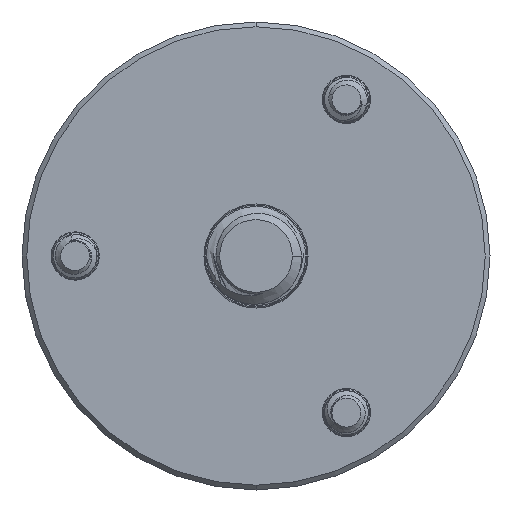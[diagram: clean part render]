
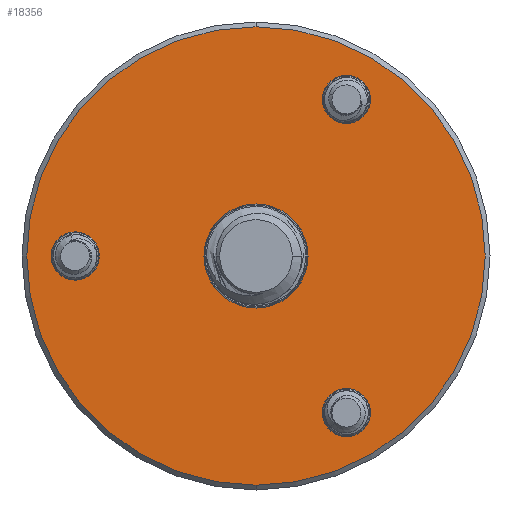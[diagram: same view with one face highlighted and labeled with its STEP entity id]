
A CAD part, front view. The second image highlights one B-rep face of the part: STEP entity #18356.
In plain terms, the highlighted planar face has unit normal (0, -1, 0).
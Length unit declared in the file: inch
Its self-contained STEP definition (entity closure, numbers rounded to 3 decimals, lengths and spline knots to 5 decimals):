
#118 = VERTEX_POINT ( 'NONE', #26057 ) ;
#618 = CARTESIAN_POINT ( 'NONE',  ( 0., 0., 0. ) ) ;
#1218 = AXIS2_PLACEMENT_3D ( 'NONE', #22750, #13064, #24959 ) ;
#1267 = AXIS2_PLACEMENT_3D ( 'NONE', #1639, #27818, #13672 ) ;
#1559 = EDGE_CURVE ( 'NONE', #13585, #18562, #12626, .T. ) ;
#1639 = CARTESIAN_POINT ( 'NONE',  ( 0.285, 0., -0.49363 ) ) ;
#2257 = CARTESIAN_POINT ( 'NONE',  ( 0., 0., 0. ) ) ;
#2527 = ORIENTED_EDGE ( 'NONE', *, *, #15893, .T. ) ;
#2750 = CIRCLE ( 'NONE', #1267, 0.076 ) ;
#3246 = EDGE_LOOP ( 'NONE', ( #2527, #28863 ) ) ;
#3309 = DIRECTION ( 'NONE',  ( 0., 1., 0. ) ) ;
#3699 = ORIENTED_EDGE ( 'NONE', *, *, #1559, .T. ) ;
#3841 = ORIENTED_EDGE ( 'NONE', *, *, #11385, .T. ) ;
#3971 = CARTESIAN_POINT ( 'NONE',  ( 0., 0., 0. ) ) ;
#4446 = ORIENTED_EDGE ( 'NONE', *, *, #25182, .T. ) ;
#4665 = EDGE_LOOP ( 'NONE', ( #28257, #15295 ) ) ;
#4743 = CIRCLE ( 'NONE', #7711, 0.164 ) ;
#4841 = AXIS2_PLACEMENT_3D ( 'NONE', #11547, #20906, #11702 ) ;
#5393 = DIRECTION ( 'NONE',  ( 0., 0., 1. ) ) ;
#5473 = ORIENTED_EDGE ( 'NONE', *, *, #20790, .T. ) ;
#5480 = EDGE_LOOP ( 'NONE', ( #3699, #7756 ) ) ;
#6000 = FACE_BOUND ( 'NONE', #5480, .T. ) ;
#6255 = CARTESIAN_POINT ( 'NONE',  ( -0.57, 0., -0.076 ) ) ;
#6322 = CARTESIAN_POINT ( 'NONE',  ( 0., 0., 0. ) ) ;
#6556 = DIRECTION ( 'NONE',  ( 0., 1., 0. ) ) ;
#7195 = AXIS2_PLACEMENT_3D ( 'NONE', #3971, #13782, #9191 ) ;
#7262 = EDGE_CURVE ( 'NONE', #24367, #9034, #9410, .T. ) ;
#7388 = DIRECTION ( 'NONE',  ( 0., 0., 1. ) ) ;
#7686 = CARTESIAN_POINT ( 'NONE',  ( 0.285, 0., 0.41763 ) ) ;
#7711 = AXIS2_PLACEMENT_3D ( 'NONE', #618, #10304, #5393 ) ;
#7756 = ORIENTED_EDGE ( 'NONE', *, *, #27394, .T. ) ;
#7790 = CARTESIAN_POINT ( 'NONE',  ( 0.285, 0., 0.49363 ) ) ;
#8116 = CIRCLE ( 'NONE', #1218, 0.076 ) ;
#8318 = FACE_OUTER_BOUND ( 'NONE', #3246, .T. ) ;
#8856 = AXIS2_PLACEMENT_3D ( 'NONE', #11799, #18865, #7388 ) ;
#8963 = DIRECTION ( 'NONE',  ( 0., 0., 1. ) ) ;
#9034 = VERTEX_POINT ( 'NONE', #7686 ) ;
#9191 = DIRECTION ( 'NONE',  ( 0., 0., 1. ) ) ;
#9410 = CIRCLE ( 'NONE', #29054, 0.076 ) ;
#10304 = DIRECTION ( 'NONE',  ( 0., 1., 0. ) ) ;
#10331 = ORIENTED_EDGE ( 'NONE', *, *, #7262, .T. ) ;
#10431 = CARTESIAN_POINT ( 'NONE',  ( 0.285, 0., 0.56963 ) ) ;
#11385 = EDGE_CURVE ( 'NONE', #20700, #24467, #12671, .T. ) ;
#11547 = CARTESIAN_POINT ( 'NONE',  ( 0.285, 0., -0.49363 ) ) ;
#11702 = DIRECTION ( 'NONE',  ( 0., 0., 1. ) ) ;
#11799 = CARTESIAN_POINT ( 'NONE',  ( 0., 0., 0. ) ) ;
#12626 = CIRCLE ( 'NONE', #20968, 0.076 ) ;
#12671 = CIRCLE ( 'NONE', #15175, 0.164 ) ;
#12798 = AXIS2_PLACEMENT_3D ( 'NONE', #22688, #6556, #13628 ) ;
#13064 = DIRECTION ( 'NONE',  ( 0., 1., 0. ) ) ;
#13368 = CARTESIAN_POINT ( 'NONE',  ( 0., 0., 0.7225 ) ) ;
#13585 = VERTEX_POINT ( 'NONE', #13913 ) ;
#13628 = DIRECTION ( 'NONE',  ( 0., 0., 1. ) ) ;
#13666 = FACE_BOUND ( 'NONE', #14706, .T. ) ;
#13672 = DIRECTION ( 'NONE',  ( 0., 0., 1. ) ) ;
#13782 = DIRECTION ( 'NONE',  ( 0., -1., 0. ) ) ;
#13817 = DIRECTION ( 'NONE',  ( 0., 0., 1. ) ) ;
#13913 = CARTESIAN_POINT ( 'NONE',  ( -0.57, 0., 0.076 ) ) ;
#13956 = DIRECTION ( 'NONE',  ( 0., 1., 0. ) ) ;
#14161 = CARTESIAN_POINT ( 'NONE',  ( 0., 0., -0.164 ) ) ;
#14387 = DIRECTION ( 'NONE',  ( 0., 0., 1. ) ) ;
#14706 = EDGE_LOOP ( 'NONE', ( #10331, #4446 ) ) ;
#15175 = AXIS2_PLACEMENT_3D ( 'NONE', #6322, #20423, #27686 ) ;
#15295 = ORIENTED_EDGE ( 'NONE', *, *, #20366, .T. ) ;
#15592 = EDGE_CURVE ( 'NONE', #118, #29459, #2750, .T. ) ;
#15837 = FACE_BOUND ( 'NONE', #4665, .T. ) ;
#15893 = EDGE_CURVE ( 'NONE', #25708, #21325, #27326, .T. ) ;
#17493 = CARTESIAN_POINT ( 'NONE',  ( 0.285, 0., -0.56963 ) ) ;
#17685 = FACE_BOUND ( 'NONE', #21942, .T. ) ;
#18215 = CIRCLE ( 'NONE', #12798, 0.076 ) ;
#18356 = ADVANCED_FACE ( 'NONE', ( #8318, #17685, #15837, #13666, #6000 ), #29666, .F. ) ;
#18438 = DIRECTION ( 'NONE',  ( 0., 1., 0. ) ) ;
#18562 = VERTEX_POINT ( 'NONE', #6255 ) ;
#18865 = DIRECTION ( 'NONE',  ( 0., -1., 0. ) ) ;
#19123 = CIRCLE ( 'NONE', #8856, 0.7225 ) ;
#19424 = AXIS2_PLACEMENT_3D ( 'NONE', #2257, #13956, #13817 ) ;
#20366 = EDGE_CURVE ( 'NONE', #29459, #118, #24920, .T. ) ;
#20423 = DIRECTION ( 'NONE',  ( 0., 1., 0. ) ) ;
#20700 = VERTEX_POINT ( 'NONE', #14161 ) ;
#20790 = EDGE_CURVE ( 'NONE', #24467, #20700, #4743, .T. ) ;
#20906 = DIRECTION ( 'NONE',  ( 0., 1., 0. ) ) ;
#20968 = AXIS2_PLACEMENT_3D ( 'NONE', #27255, #18438, #8963 ) ;
#21276 = CARTESIAN_POINT ( 'NONE',  ( 0., 0., 0.164 ) ) ;
#21325 = VERTEX_POINT ( 'NONE', #22375 ) ;
#21942 = EDGE_LOOP ( 'NONE', ( #5473, #3841 ) ) ;
#22375 = CARTESIAN_POINT ( 'NONE',  ( 0., 0., -0.7225 ) ) ;
#22688 = CARTESIAN_POINT ( 'NONE',  ( 0.285, 0., 0.49363 ) ) ;
#22750 = CARTESIAN_POINT ( 'NONE',  ( -0.57, 0., 0. ) ) ;
#24367 = VERTEX_POINT ( 'NONE', #10431 ) ;
#24467 = VERTEX_POINT ( 'NONE', #21276 ) ;
#24920 = CIRCLE ( 'NONE', #4841, 0.076 ) ;
#24959 = DIRECTION ( 'NONE',  ( 0., 0., 1. ) ) ;
#25077 = EDGE_CURVE ( 'NONE', #21325, #25708, #19123, .T. ) ;
#25182 = EDGE_CURVE ( 'NONE', #9034, #24367, #18215, .T. ) ;
#25708 = VERTEX_POINT ( 'NONE', #13368 ) ;
#26057 = CARTESIAN_POINT ( 'NONE',  ( 0.285, 0., -0.41763 ) ) ;
#27255 = CARTESIAN_POINT ( 'NONE',  ( -0.57, 0., 0. ) ) ;
#27326 = CIRCLE ( 'NONE', #7195, 0.7225 ) ;
#27394 = EDGE_CURVE ( 'NONE', #18562, #13585, #8116, .T. ) ;
#27686 = DIRECTION ( 'NONE',  ( 0., 0., 1. ) ) ;
#27818 = DIRECTION ( 'NONE',  ( 0., 1., 0. ) ) ;
#28257 = ORIENTED_EDGE ( 'NONE', *, *, #15592, .T. ) ;
#28863 = ORIENTED_EDGE ( 'NONE', *, *, #25077, .T. ) ;
#29054 = AXIS2_PLACEMENT_3D ( 'NONE', #7790, #3309, #14387 ) ;
#29459 = VERTEX_POINT ( 'NONE', #17493 ) ;
#29666 = PLANE ( 'NONE',  #19424 ) ;
